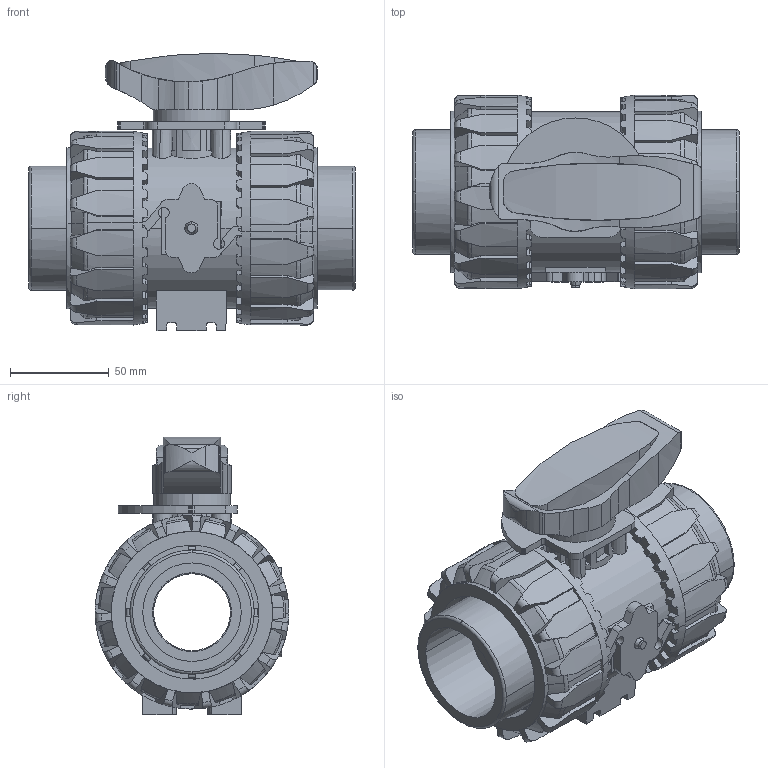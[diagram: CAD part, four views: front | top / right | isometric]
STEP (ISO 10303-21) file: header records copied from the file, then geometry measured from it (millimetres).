
FILE_DESCRIPTION(('STEP AP214'),'1');
FILE_NAME('vkrim050e.stp','2018-03-06T14:12:55',('TraceParts'),('TraceParts S.A.'),'Spatial InterOp 3D',' ',' ');
FILE_SCHEMA(('automotive_design'));
Length unit declared in the file: millimetre
Products named in the file (8): vkrim050e_1; vkrim050e_2; vkrim050e_3; vkrim050e_4; vkrim050e_5; vkrim050e_6; vkrim050e_7; vkrim050e_8
Bounding box: 165.6 x 98.3 x 140.72 mm (x, y, z)
Volume: 799590.6 mm3; surface area: 175382.4 mm2
Topology: 8 solids, 8 shells, 1156 faces, 3274 edges, 2161 vertices
Faces by surface type: plane 744, cylinder 258, cone 84, torus 68, bspline 2
Entity records: 51778 total; most frequent: CARTESIAN_POINT 11858, DIRECTION 6569, ORIENTED_EDGE 6548, EDGE_CURVE 3274, AXIS2_PLACEMENT_3D 2530, VERTEX_POINT 2161, LINE 1509, VECTOR 1509
